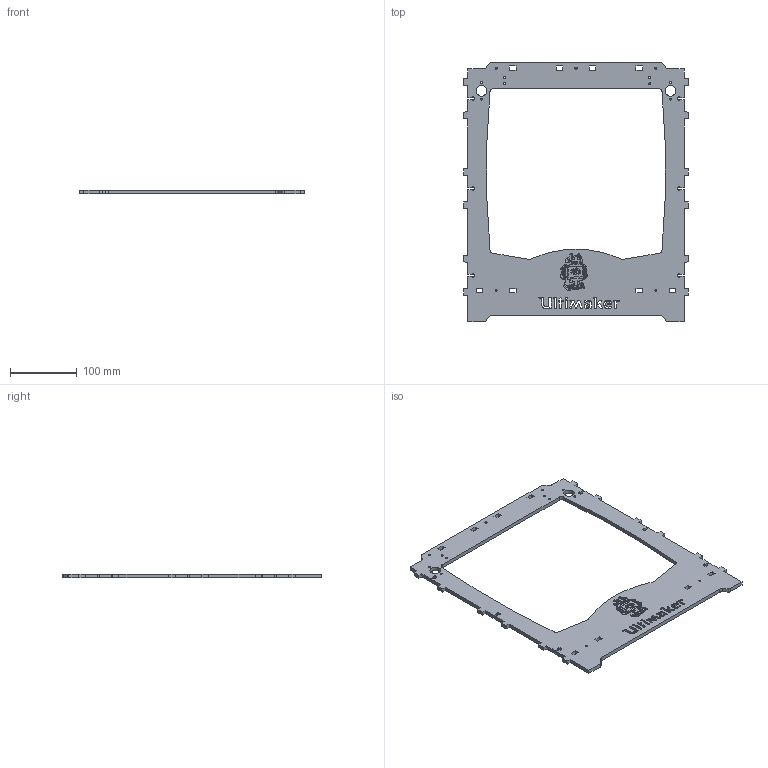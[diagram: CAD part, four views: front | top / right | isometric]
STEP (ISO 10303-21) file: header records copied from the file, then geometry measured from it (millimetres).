
FILE_DESCRIPTION (( 'STEP AP214' ), '1' );
FILE_NAME ('1002-A2P-A.STEP', '2013-05-15T14:37:04', ( '3DAssist' ), ( '' ), 'SwSTEP 2.0', 'SolidWorks 2013', '' );
FILE_SCHEMA (( 'AUTOMOTIVE_DESIGN' ));
Length unit declared in the file: millimetre
Products named in the file (1): 1002-A2P-A
Bounding box: 337.2 x 390 x 6 mm (x, y, z)
Volume: 338174.9 mm3; surface area: 136090.2 mm2
Topology: 1 solids, 1 shells, 1098 faces, 3172 edges, 2117 vertices
Faces by surface type: bspline 574, plane 492, cylinder 32
Full cylindrical faces by diameter (mm): 3.1 x13, 16 x2
Entity records: 38624 total; most frequent: CARTESIAN_POINT 13621, ORIENTED_EDGE 6292, EDGE_CURVE 3146, DIRECTION 3110, VERTEX_POINT 2108, VECTOR 1932, LINE 1932, EDGE_LOOP 1226
